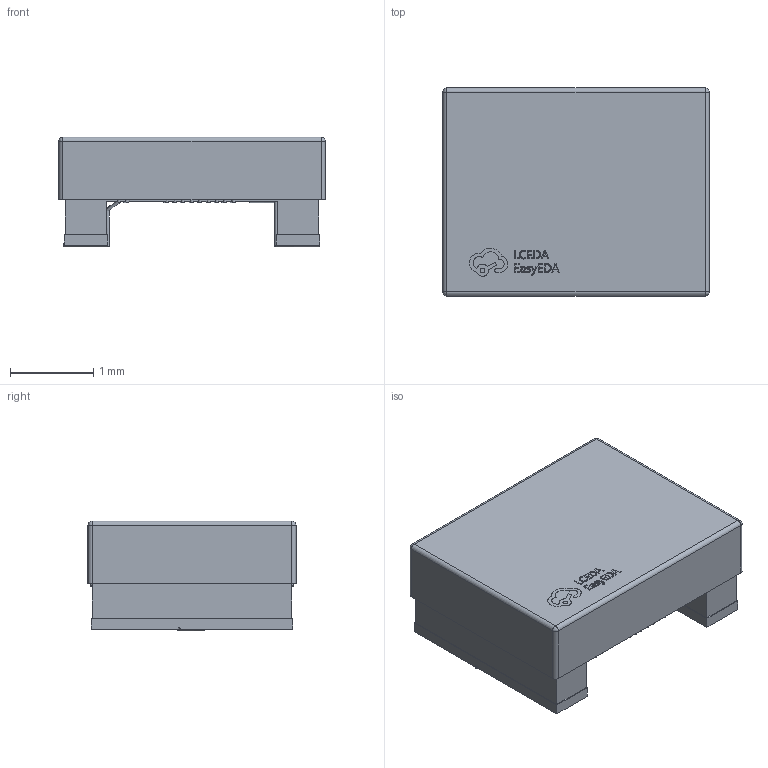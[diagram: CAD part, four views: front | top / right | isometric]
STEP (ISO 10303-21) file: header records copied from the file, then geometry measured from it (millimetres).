
FILE_DESCRIPTION (( 'STEP AP214' ), '1' );
FILE_NAME ('RES-SMD_L3.2-W2.5-H1.3.step', '2022-07-28T08:59:51', ( '' ), ( '' ), 'SwSTEP 2.0', 'SolidWorks 2020', '' );
FILE_SCHEMA (( 'AUTOMOTIVE_DESIGN' ));
Length unit declared in the file: millimetre
Products named in the file (1): RES-SMD_L3.2-W2.5-H1.3
Bounding box: 3.2 x 2.5 x 1.32 mm (x, y, z)
Volume: 7.4 mm3; surface area: 31.7 mm2
Topology: 1 solids, 1 shells, 361 faces, 991 edges, 646 vertices
Faces by surface type: plane 190, bspline 98, cylinder 69, sphere 4
Entity records: 15617 total; most frequent: CARTESIAN_POINT 3670, ORIENTED_EDGE 1974, DIRECTION 1218, EDGE_CURVE 987, VERTEX_POINT 646, LINE 640, VECTOR 640, EDGE_LOOP 381
